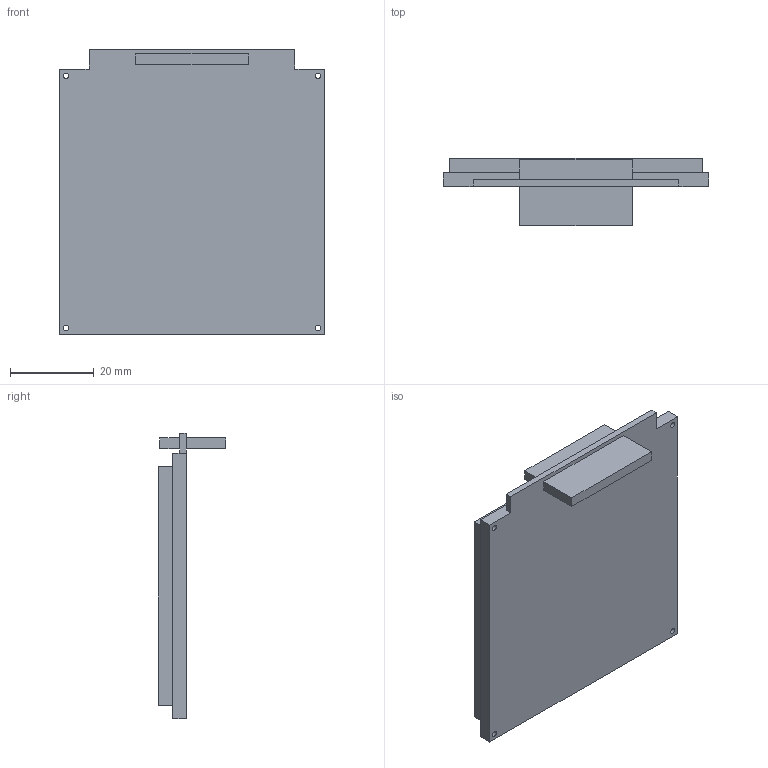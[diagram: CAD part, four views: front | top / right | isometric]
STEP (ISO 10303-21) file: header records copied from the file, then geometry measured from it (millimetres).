
FILE_DESCRIPTION(/* description */ (''),/* implementation_level */ '2;1');
FILE_NAME(/* name */ 'Keypad.step',/* time_stamp */ '2023-12-14T15:41:31-05:00',/* author */ (''),/* organization */ (''),/* preprocessor_version */ 'ST-DEVELOPER v20',/* originating_system */ 'Autodesk Translation Framework v12.14.0.127',/* authorisation */ '');
FILE_SCHEMA (('AUTOMOTIVE_DESIGN { 1 0 10303 214 3 1 1 }'));
Length unit declared in the file: inch
Products named in the file (1): Keypad
Bounding box: 63.5 x 16.26 x 68.26 mm (x, y, z)
Volume: 26395.7 mm3; surface area: 11076.1 mm2
Topology: 1 solids, 1 shells, 29 faces, 72 edges, 48 vertices
Faces by surface type: plane 25, cylinder 4
Full cylindrical faces by diameter (mm): 1.333 x4
Entity records: 905 total; most frequent: CARTESIAN_POINT 150, ORIENTED_EDGE 144, DIRECTION 140, EDGE_CURVE 72, LINE 64, VECTOR 64, VERTEX_POINT 48, EDGE_LOOP 40
